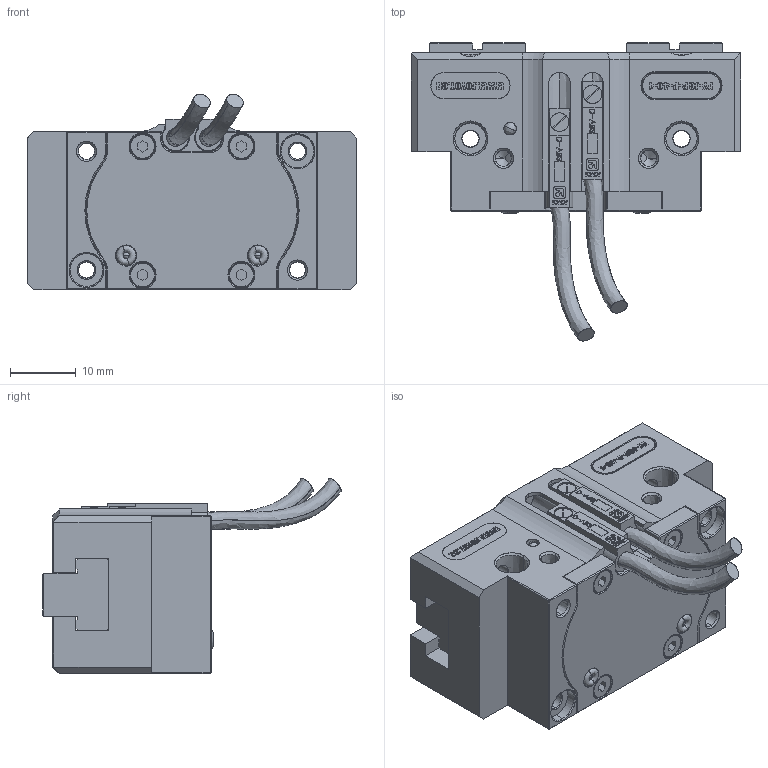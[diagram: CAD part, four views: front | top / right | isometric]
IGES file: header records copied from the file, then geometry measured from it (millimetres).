
Start section: SolidWorks IGES file using analytic representation for surfaces
Global section: file name: FY-JGP-P-40-1.IGS,1; native system: 5HSolidWorks 2020; preprocessor: SolidWorks 2020; author: Administrator; date: 231113.161749; units: millimetre
Bounding box: 50 x 45.23 x 29.67 mm (x, y, z)
Surface area: 15707 mm2 (no closed solid volume)
Topology: 0 solids, 0 shells, 1661 faces, 16339 edges, 16284 vertices
Faces by surface type: bspline 1155, revolution 506
